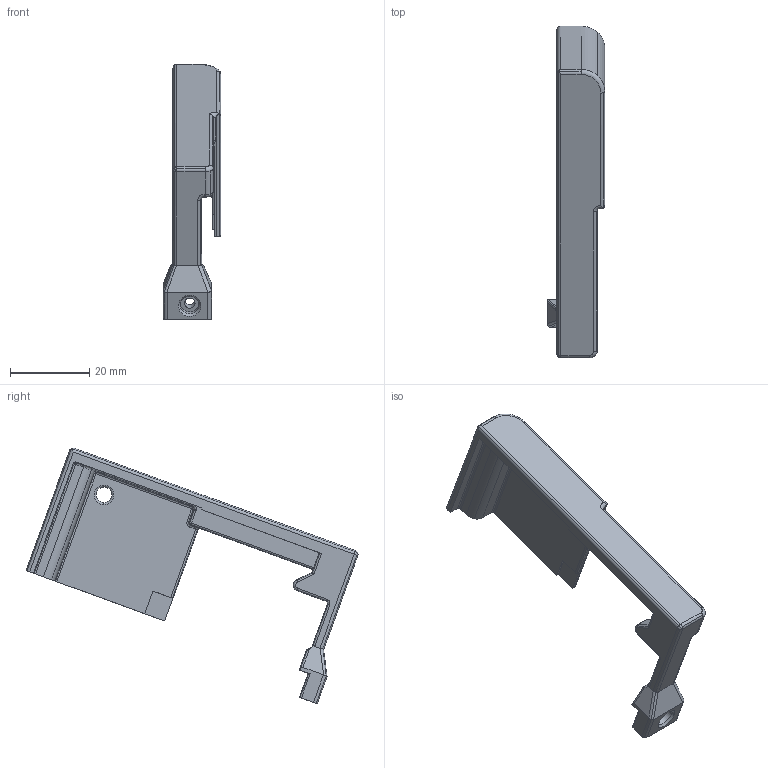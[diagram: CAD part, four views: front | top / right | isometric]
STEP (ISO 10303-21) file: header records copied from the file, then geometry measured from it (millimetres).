
FILE_DESCRIPTION(('STEP AP214'),'1');
FILE_NAME('Cover_Perfboard_hole.stp','2024-01-12T15:52:30',(' '),(' '),'Spatial InterOp 3D',' ',' ');
FILE_SCHEMA(('AUTOMOTIVE_DESIGN { 1 0 10303 214 1 1 1 1 }'));
Length unit declared in the file: metre
Products named in the file (1): Cover_Perfoboard_hole
Bounding box: 14.55 x 83.9 x 64.59 mm (x, y, z)
Volume: 8316.3 mm3; surface area: 6741.9 mm2
Topology: 1 solids, 1 shells, 181 faces, 480 edges, 298 vertices
Faces by surface type: cylinder 109, plane 45, torus 17, sphere 5, cone 4, bspline 1
Entity records: 6090 total; most frequent: CARTESIAN_POINT 1475, DIRECTION 1026, ORIENTED_EDGE 950, EDGE_CURVE 475, AXIS2_PLACEMENT_3D 400, VERTEX_POINT 298, LINE 226, VECTOR 226
